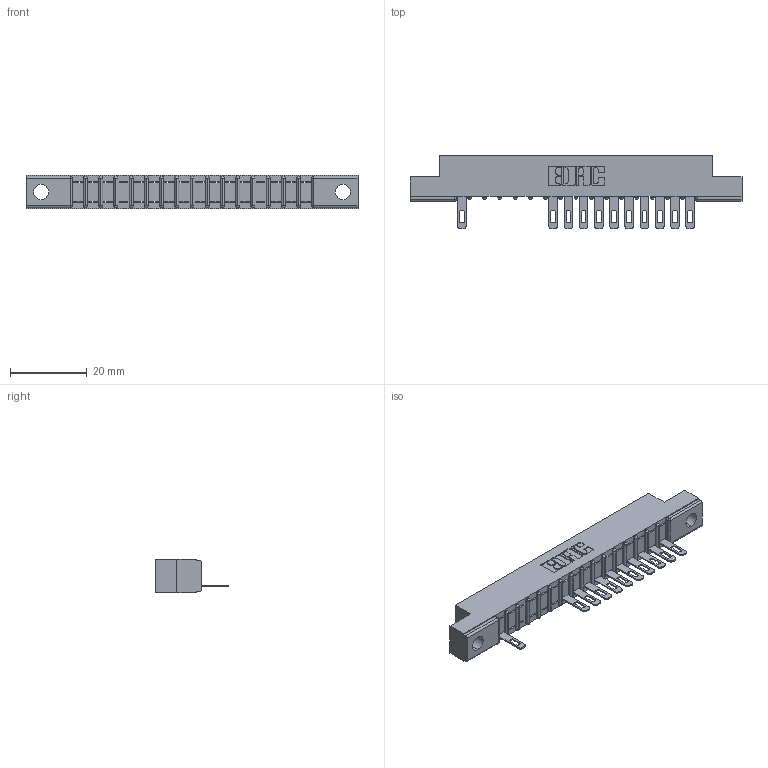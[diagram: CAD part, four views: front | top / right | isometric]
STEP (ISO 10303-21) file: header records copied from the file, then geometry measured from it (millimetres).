
FILE_DESCRIPTION (( 'STEP AP203' ), '1' );
FILE_NAME ('307-016-505-104.STEP', '2018-08-03T02:40:28', ( '' ), ( '' ), 'SwSTEP 2.0', 'SolidWorks 2016', '' );
FILE_SCHEMA (( 'CONFIG_CONTROL_DESIGN' ));
Length unit declared in the file: inch
Products named in the file (3): 307-016-505-104; 307 Part_.156 Dia Mounting Holes; 307-290-001_505
Assembly tree (12 placements, depth 2):
  307-016-505-104
    307 Part_.156 Dia Mounting Holes
    307-290-001_505  x11
Bounding box: 86.41 x 19.18 x 8.71 mm (x, y, z)
Volume: 5307 mm3; surface area: 7521.6 mm2
Topology: 12 solids, 12 shells, 865 faces, 2461 edges, 1578 vertices
Faces by surface type: plane 540, cylinder 291, sphere 34
Entity records: 17154 total; most frequent: CARTESIAN_POINT 2905, ORIENTED_EDGE 2894, DIRECTION 2829, EDGE_CURVE 1447, VECTOR 1105, LINE 1105, VERTEX_POINT 938, AXIS2_PLACEMENT_3D 862
